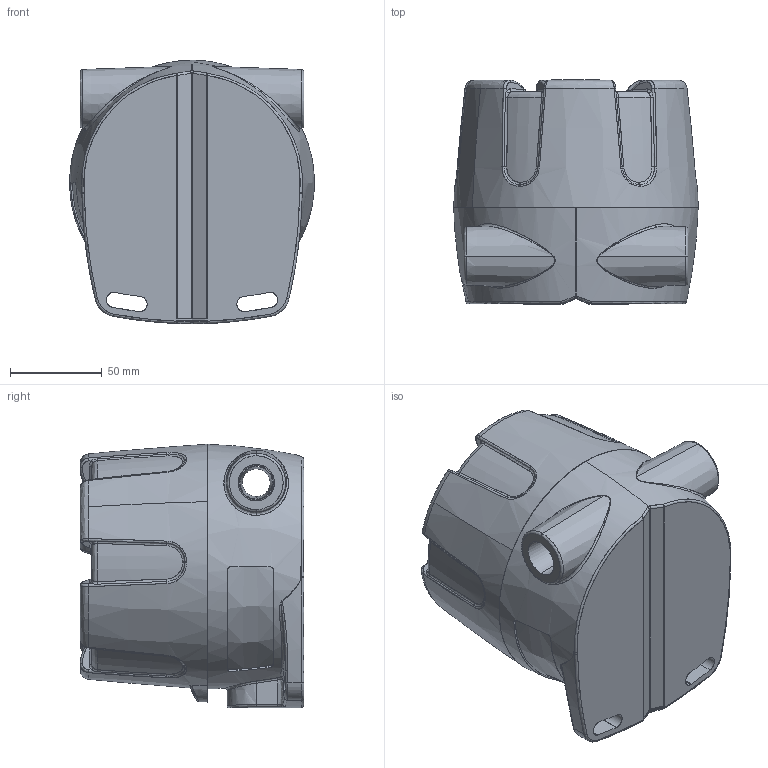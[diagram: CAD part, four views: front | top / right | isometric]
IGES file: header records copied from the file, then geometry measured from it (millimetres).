
Start section: SolidWorks IGES file using analytic representation for surfaces
Global section: file name: PD6730.IGS; native system: SolidWorks 2016; preprocessor: SolidWorks 2016; author: sbavar; date: 160830.170128; units: millimetre
Bounding box: 133.35 x 121.81 x 143.56 mm (x, y, z)
Surface area: 137387.4 mm2 (no closed solid volume)
Topology: 0 solids, 0 shells, 1442 faces, 12378 edges, 12375 vertices
Faces by surface type: bspline 1223, revolution 219
